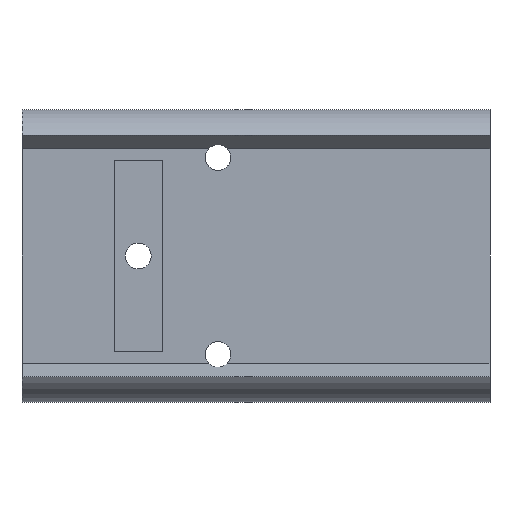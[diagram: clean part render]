
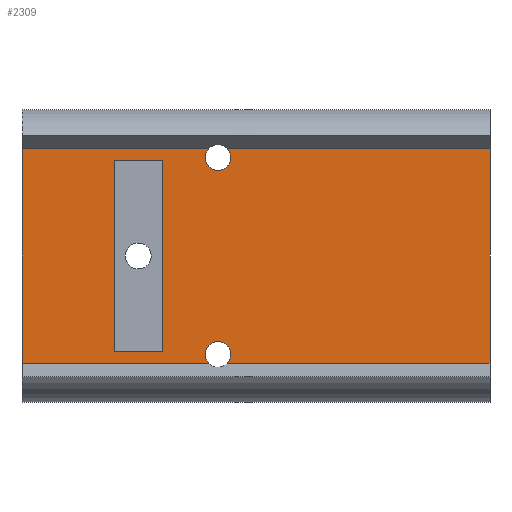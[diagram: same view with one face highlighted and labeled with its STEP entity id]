
A CAD part, front view. The second image highlights one B-rep face of the part: STEP entity #2309.
In plain terms, the highlighted planar face has unit normal (0, -1, 0).
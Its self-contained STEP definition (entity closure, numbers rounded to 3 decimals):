
#27=CIRCLE('',#2420,1.25);
#28=CIRCLE('',#2421,1.25);
#29=CIRCLE('',#2422,1.25);
#30=CIRCLE('',#2423,1.25);
#52=FACE_BOUND('',#379,.T.);
#129=PLANE('',#2419);
#244=FACE_OUTER_BOUND('',#378,.T.);
#378=EDGE_LOOP('',(#2073,#2074,#2075,#2076,#2077,#2078,#2079,#2080,#2081,
#2082));
#379=EDGE_LOOP('',(#2083,#2084,#2085,#2086));
#627=LINE('',#4014,#881);
#628=LINE('',#4016,#882);
#629=LINE('',#4018,#883);
#630=LINE('',#4024,#884);
#631=LINE('',#4026,#885);
#632=LINE('',#4027,#886);
#633=LINE('',#4030,#887);
#634=LINE('',#4032,#888);
#635=LINE('',#4034,#889);
#636=LINE('',#4035,#890);
#881=VECTOR('',#2839,10.);
#882=VECTOR('',#2840,10.);
#883=VECTOR('',#2841,10.);
#884=VECTOR('',#2846,10.);
#885=VECTOR('',#2847,10.);
#886=VECTOR('',#2848,10.);
#887=VECTOR('',#2849,10.);
#888=VECTOR('',#2850,10.);
#889=VECTOR('',#2851,10.);
#890=VECTOR('',#2852,10.);
#1161=VERTEX_POINT('',#4008);
#1162=VERTEX_POINT('',#4009);
#1163=VERTEX_POINT('',#4011);
#1164=VERTEX_POINT('',#4013);
#1165=VERTEX_POINT('',#4015);
#1166=VERTEX_POINT('',#4017);
#1167=VERTEX_POINT('',#4019);
#1168=VERTEX_POINT('',#4021);
#1169=VERTEX_POINT('',#4023);
#1170=VERTEX_POINT('',#4025);
#1171=VERTEX_POINT('',#4028);
#1172=VERTEX_POINT('',#4029);
#1173=VERTEX_POINT('',#4031);
#1174=VERTEX_POINT('',#4033);
#1474=EDGE_CURVE('',#1161,#1162,#27,.T.);
#1475=EDGE_CURVE('',#1162,#1163,#28,.T.);
#1476=EDGE_CURVE('',#1164,#1163,#627,.T.);
#1477=EDGE_CURVE('',#1165,#1164,#628,.T.);
#1478=EDGE_CURVE('',#1165,#1166,#629,.T.);
#1479=EDGE_CURVE('',#1166,#1167,#29,.T.);
#1480=EDGE_CURVE('',#1167,#1168,#30,.T.);
#1481=EDGE_CURVE('',#1168,#1169,#630,.T.);
#1482=EDGE_CURVE('',#1170,#1169,#631,.T.);
#1483=EDGE_CURVE('',#1161,#1170,#632,.T.);
#1484=EDGE_CURVE('',#1171,#1172,#633,.T.);
#1485=EDGE_CURVE('',#1172,#1173,#634,.T.);
#1486=EDGE_CURVE('',#1173,#1174,#635,.T.);
#1487=EDGE_CURVE('',#1174,#1171,#636,.T.);
#2073=ORIENTED_EDGE('',*,*,#1474,.T.);
#2074=ORIENTED_EDGE('',*,*,#1475,.T.);
#2075=ORIENTED_EDGE('',*,*,#1476,.F.);
#2076=ORIENTED_EDGE('',*,*,#1477,.F.);
#2077=ORIENTED_EDGE('',*,*,#1478,.T.);
#2078=ORIENTED_EDGE('',*,*,#1479,.T.);
#2079=ORIENTED_EDGE('',*,*,#1480,.T.);
#2080=ORIENTED_EDGE('',*,*,#1481,.T.);
#2081=ORIENTED_EDGE('',*,*,#1482,.F.);
#2082=ORIENTED_EDGE('',*,*,#1483,.F.);
#2083=ORIENTED_EDGE('',*,*,#1484,.T.);
#2084=ORIENTED_EDGE('',*,*,#1485,.T.);
#2085=ORIENTED_EDGE('',*,*,#1486,.T.);
#2086=ORIENTED_EDGE('',*,*,#1487,.T.);
#2309=ADVANCED_FACE('',(#244,#52),#129,.F.);
#2419=AXIS2_PLACEMENT_3D('',#4007,#2833,#2834);
#2420=AXIS2_PLACEMENT_3D('',#4010,#2835,#2836);
#2421=AXIS2_PLACEMENT_3D('',#4012,#2837,#2838);
#2422=AXIS2_PLACEMENT_3D('',#4020,#2842,#2843);
#2423=AXIS2_PLACEMENT_3D('',#4022,#2844,#2845);
#2833=DIRECTION('center_axis',(0.,1.,0.));
#2834=DIRECTION('ref_axis',(-1.,0.,0.));
#2835=DIRECTION('center_axis',(0.,1.,0.));
#2836=DIRECTION('ref_axis',(-1.,0.,0.));
#2837=DIRECTION('center_axis',(0.,1.,0.));
#2838=DIRECTION('ref_axis',(-1.,0.,0.));
#2839=DIRECTION('',(1.,0.,0.));
#2840=DIRECTION('',(0.,0.,1.));
#2841=DIRECTION('',(1.,0.,0.));
#2842=DIRECTION('center_axis',(0.,1.,0.));
#2843=DIRECTION('ref_axis',(-1.,0.,0.));
#2844=DIRECTION('center_axis',(0.,1.,0.));
#2845=DIRECTION('ref_axis',(-1.,0.,0.));
#2846=DIRECTION('',(1.,0.,0.));
#2847=DIRECTION('',(0.,0.,-1.));
#2848=DIRECTION('',(1.,0.,0.));
#2849=DIRECTION('',(1.,0.,0.));
#2850=DIRECTION('',(0.,0.,-1.));
#2851=DIRECTION('',(-1.,0.,0.));
#2852=DIRECTION('',(0.,0.,1.));
#4007=CARTESIAN_POINT('Origin',(11.375,2.55,0.));
#4008=CARTESIAN_POINT('',(8.593,2.55,10.375));
#4009=CARTESIAN_POINT('',(8.95,2.55,9.5));
#4010=CARTESIAN_POINT('Origin',(7.7,2.55,9.5));
#4011=CARTESIAN_POINT('',(6.807,2.55,10.375));
#4012=CARTESIAN_POINT('Origin',(7.7,2.55,9.5));
#4013=CARTESIAN_POINT('',(-11.225,2.55,10.375));
#4014=CARTESIAN_POINT('',(-11.225,2.55,10.375));
#4015=CARTESIAN_POINT('',(-11.225,2.55,-10.375));
#4016=CARTESIAN_POINT('',(-11.225,2.55,-10.375));
#4017=CARTESIAN_POINT('',(6.807,2.55,-10.375));
#4018=CARTESIAN_POINT('',(-11.225,2.55,-10.375));
#4019=CARTESIAN_POINT('',(8.95,2.55,-9.5));
#4020=CARTESIAN_POINT('Origin',(7.7,2.55,-9.5));
#4021=CARTESIAN_POINT('',(8.593,2.55,-10.375));
#4022=CARTESIAN_POINT('Origin',(7.7,2.55,-9.5));
#4023=CARTESIAN_POINT('',(33.975,2.55,-10.375));
#4024=CARTESIAN_POINT('',(-11.225,2.55,-10.375));
#4025=CARTESIAN_POINT('',(33.975,2.55,10.375));
#4026=CARTESIAN_POINT('',(33.975,2.55,10.375));
#4027=CARTESIAN_POINT('',(-11.225,2.55,10.375));
#4028=CARTESIAN_POINT('',(-2.325,2.55,9.25));
#4029=CARTESIAN_POINT('',(2.325,2.55,9.25));
#4030=CARTESIAN_POINT('',(6.9,2.55,9.25));
#4031=CARTESIAN_POINT('',(2.325,2.55,-9.25));
#4032=CARTESIAN_POINT('',(2.325,2.55,-4.625));
#4033=CARTESIAN_POINT('',(-2.325,2.55,-9.25));
#4034=CARTESIAN_POINT('',(4.475,2.55,-9.25));
#4035=CARTESIAN_POINT('',(-2.325,2.55,4.625));
